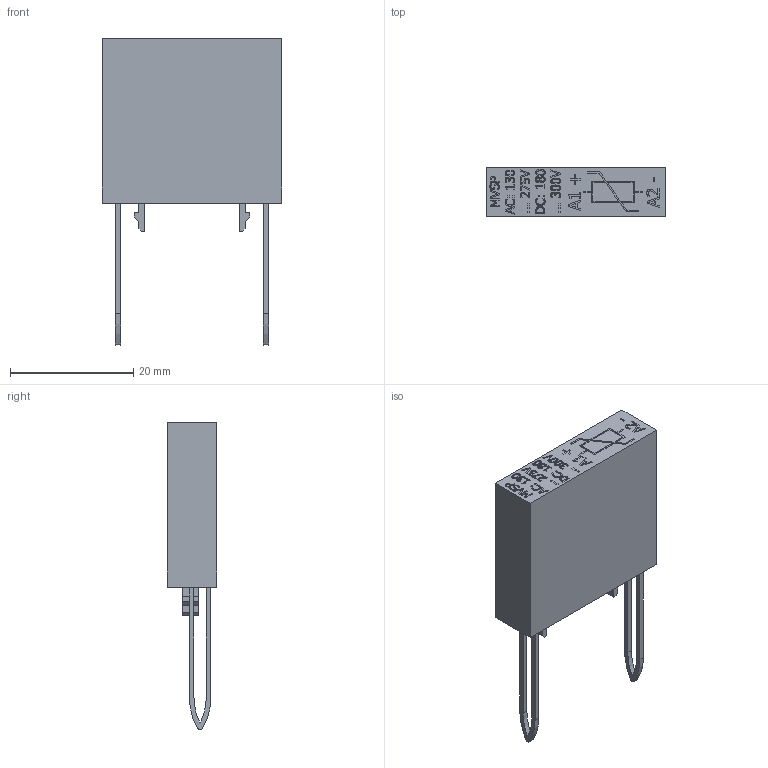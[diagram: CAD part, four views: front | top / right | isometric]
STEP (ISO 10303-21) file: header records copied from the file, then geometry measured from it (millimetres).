
FILE_DESCRIPTION((''),'2;1');
FILE_NAME('12C70086G03 - 300SRCS5M.stp','2015-05-26T09:39:50',('rshanor'),(''),'Autodesk Inventor 2013','Autodesk Inventor 2013','');
FILE_SCHEMA(('AUTOMOTIVE_DESIGN { 1 2 10303 214 0 1 1 1 }'));
Length unit declared in the file: inch
Products named in the file (1): 12C70086G03
Bounding box: 29.05 x 8.03 x 49.77 mm (x, y, z)
Volume: 2879.5 mm3; surface area: 7037.8 mm2
Topology: 2 solids, 2 shells, 1303 faces, 3602 edges, 2387 vertices
Faces by surface type: plane 867, bspline 377, cylinder 57, torus 2
Full cylindrical faces by diameter (mm): 0.6 x4, 1.4 x1, 5.5 x1, 6.75 x1, 8 x1
Entity records: 45577 total; most frequent: CARTESIAN_POINT 13484, ORIENTED_EDGE 7204, DIRECTION 4816, EDGE_CURVE 3602, VECTOR 2732, LINE 2732, VERTEX_POINT 2387, EDGE_LOOP 1443
